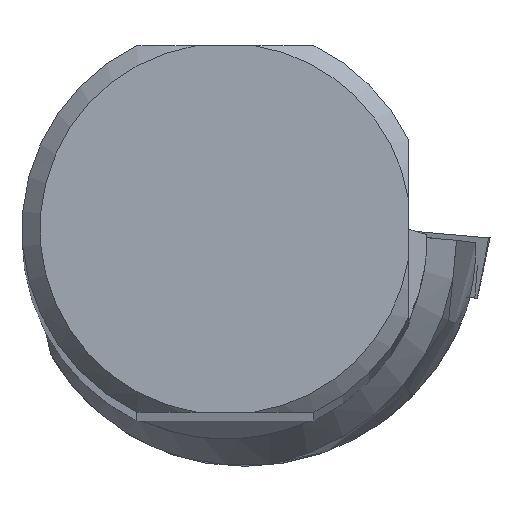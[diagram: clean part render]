
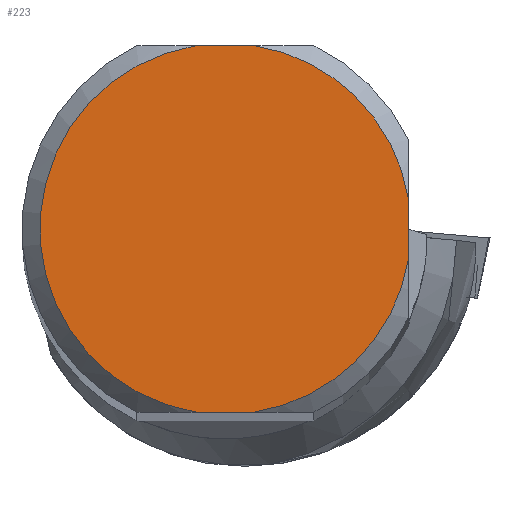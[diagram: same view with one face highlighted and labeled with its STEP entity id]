
A CAD part, top view. The second image highlights one B-rep face of the part: STEP entity #223.
In plain terms, the highlighted planar face has unit normal (0, 0, 1).
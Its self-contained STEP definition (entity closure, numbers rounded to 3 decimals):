
#181=FACE_OUTER_BOUND('',#404,.T.);
#223=ADVANCED_FACE('',(#181),#250,.T.);
#250=PLANE('',#1003);
#288=LINE('',#1608,#331);
#289=LINE('',#1609,#332);
#290=LINE('',#1610,#333);
#331=VECTOR('',#1192,1.);
#332=VECTOR('',#1193,1.);
#333=VECTOR('',#1194,1.);
#404=EDGE_LOOP('',(#561,#562,#563,#564,#565,#566));
#561=ORIENTED_EDGE('',*,*,#818,.T.);
#562=ORIENTED_EDGE('',*,*,#808,.F.);
#563=ORIENTED_EDGE('',*,*,#819,.T.);
#564=ORIENTED_EDGE('',*,*,#817,.F.);
#565=ORIENTED_EDGE('',*,*,#820,.T.);
#566=ORIENTED_EDGE('',*,*,#803,.F.);
#709=VERTEX_POINT('',#1557);
#710=VERTEX_POINT('',#1559);
#712=VERTEX_POINT('',#1571);
#713=VERTEX_POINT('',#1576);
#717=VERTEX_POINT('',#1600);
#718=VERTEX_POINT('',#1605);
#803=EDGE_CURVE('',#709,#710,#863,.T.);
#808=EDGE_CURVE('',#713,#712,#865,.T.);
#817=EDGE_CURVE('',#718,#717,#868,.T.);
#818=EDGE_CURVE('',#709,#712,#288,.T.);
#819=EDGE_CURVE('',#713,#717,#289,.T.);
#820=EDGE_CURVE('',#718,#710,#290,.T.);
#863=CIRCLE('',#992,7.23);
#865=CIRCLE('',#995,7.23);
#868=CIRCLE('',#1001,7.23);
#992=AXIS2_PLACEMENT_3D('',#1558,#1168,#1169);
#995=AXIS2_PLACEMENT_3D('',#1577,#1174,#1175);
#1001=AXIS2_PLACEMENT_3D('',#1606,#1188,#1189);
#1003=AXIS2_PLACEMENT_3D('',#1611,#1195,#1196);
#1168=DIRECTION('',(0.,0.,-1.));
#1169=DIRECTION('',(-1.,0.,0.));
#1174=DIRECTION('',(0.,0.,-1.));
#1175=DIRECTION('',(-1.,0.,0.));
#1188=DIRECTION('',(0.,0.,-1.));
#1189=DIRECTION('',(-1.,0.,0.));
#1192=DIRECTION('',(1.,0.,0.));
#1193=DIRECTION('',(0.,1.,0.));
#1194=DIRECTION('',(-1.,0.,0.));
#1195=DIRECTION('',(0.,0.,1.));
#1196=DIRECTION('',(-1.,0.,0.));
#1557=CARTESIAN_POINT('',(-1.137,-7.14,0.));
#1558=CARTESIAN_POINT('',(0.,0.,0.));
#1559=CARTESIAN_POINT('',(-1.137,7.14,0.));
#1571=CARTESIAN_POINT('',(1.137,-7.14,0.));
#1576=CARTESIAN_POINT('',(7.13,-1.198,0.));
#1577=CARTESIAN_POINT('',(0.,0.,0.));
#1600=CARTESIAN_POINT('',(7.13,1.198,0.));
#1605=CARTESIAN_POINT('',(1.137,7.14,0.));
#1606=CARTESIAN_POINT('',(0.,0.,0.));
#1608=CARTESIAN_POINT('',(0.,-7.14,0.));
#1609=CARTESIAN_POINT('',(7.13,0.,0.));
#1610=CARTESIAN_POINT('',(0.,7.14,0.));
#1611=CARTESIAN_POINT('',(0.,0.,
0.));
